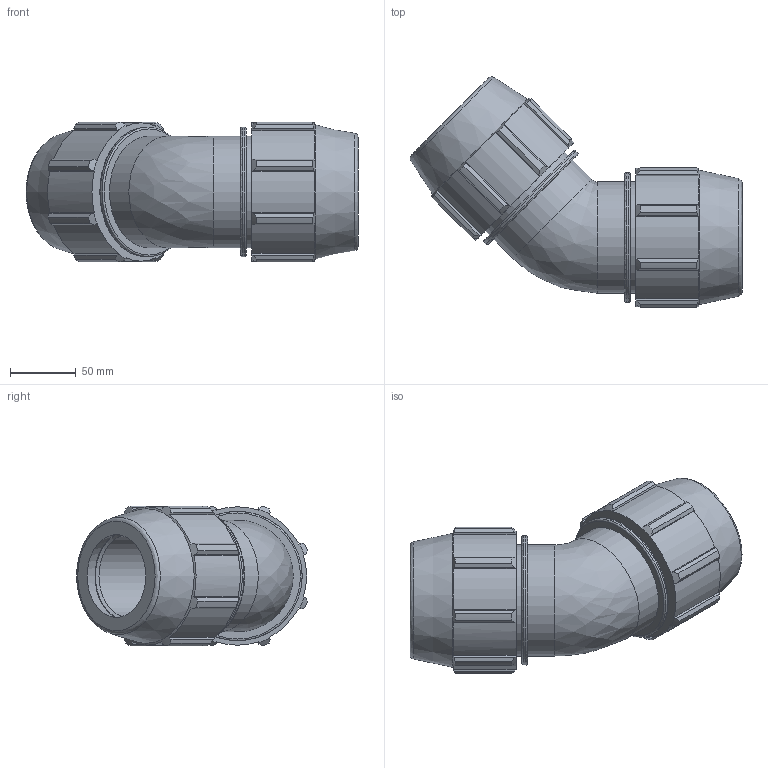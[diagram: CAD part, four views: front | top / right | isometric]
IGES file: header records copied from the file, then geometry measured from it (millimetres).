
Global section: file name: 070600063_180600063_0706060630A.ipt; native system: Autodesk Inventor 2015; preprocessor: unknown; author: KIM; date: 20170606.172141; units: millimetre
Bounding box: 252.21 x 175.37 x 106.32 mm (x, y, z)
Volume: 1072157.4 mm3; surface area: 153976 mm2
Topology: 1 solids, 1 shells, 146 faces, 417 edges, 281 vertices
Faces by surface type: plane 74, cylinder 38, cone 20, revolution 14
Full cylindrical faces by diameter (mm): 84.75 x4, 98.31 x2
